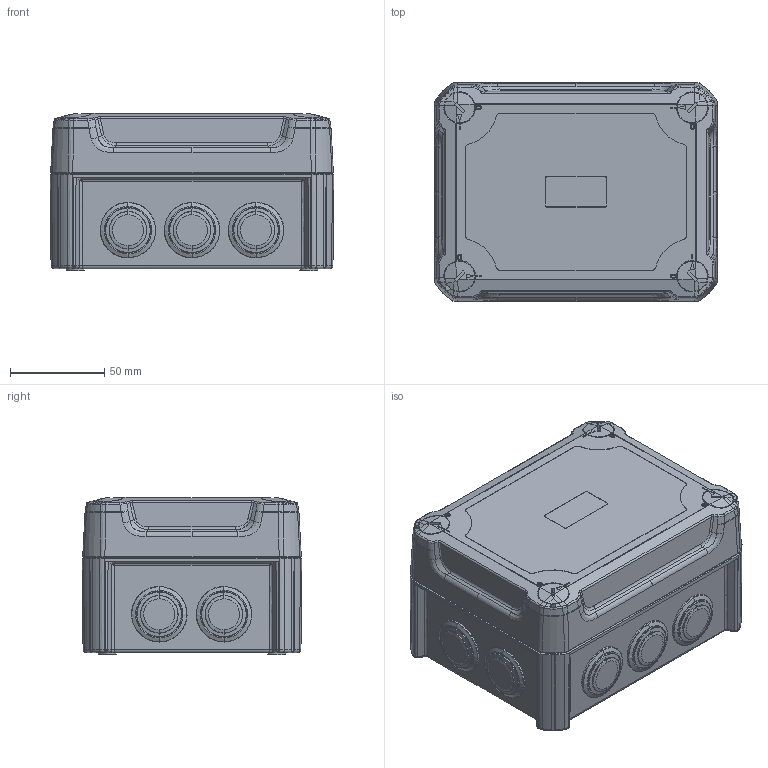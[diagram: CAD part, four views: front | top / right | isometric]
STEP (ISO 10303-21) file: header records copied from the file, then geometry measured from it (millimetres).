
FILE_DESCRIPTION(/* description */ (''),/* implementation_level */ '2;1');
FILE_NAME(/* name */ '772',/* time_stamp */ '2016-02-11T16:38:50+01:00',/* author */ (''),/* organization */ (''),/* preprocessor_version */ 'ST-DEVELOPER v15',/* originating_system */ '',/* authorisation */ '');
FILE_SCHEMA (('CONFIG_CONTROL_DESIGN'));
Products named in the file (2): Document; Block 02
Assembly tree (1 placements, depth 2):
  Document
    Block 02
Bounding box: 150.6 x 116.6 x 83.47 mm (x, y, z)
Volume: 204979.1 mm3; surface area: 185406.6 mm2
Topology: 12 solids, 19 shells, 2169 faces, 5243 edges, 3057 vertices
Faces by surface type: bspline 1667, plane 502
Entity records: 91552 total; most frequent: CARTESIAN_POINT 63188, ORIENTED_EDGE 10326, EDGE_CURVE 5229, VERTEX_POINT 3057, EDGE_LOOP 2234, ADVANCED_FACE 2169, FACE_OUTER_BOUND 2169, B_SPLINE_CURVE_WITH_KNOTS 1367
